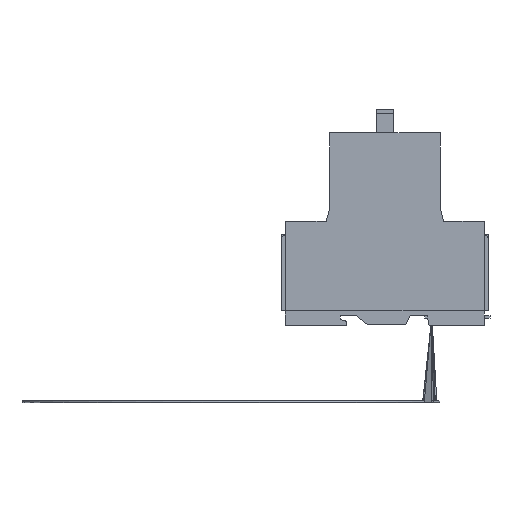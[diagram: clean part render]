
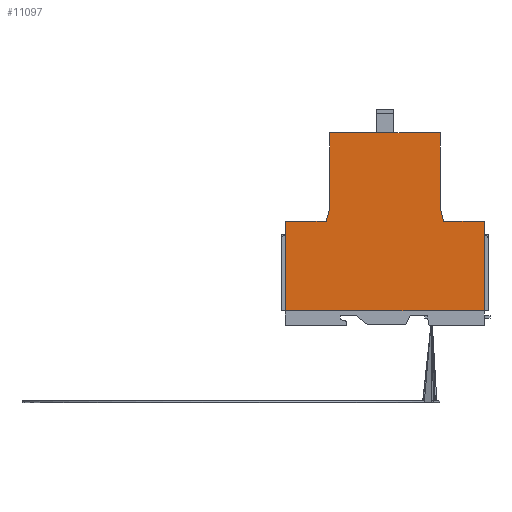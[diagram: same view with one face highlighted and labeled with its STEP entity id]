
A CAD part, left-side view. The second image highlights one B-rep face of the part: STEP entity #11097.
In plain terms, the highlighted planar face has unit normal (-1, 0, 0).
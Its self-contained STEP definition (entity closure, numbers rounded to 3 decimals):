
#2243 = CARTESIAN_POINT ( 'NONE',  ( 0., 23.625, -18. ) ) ;
#2453 = CARTESIAN_POINT ( 'NONE',  ( 0., 22.25, 17.5 ) ) ;
#2693 = DIRECTION ( 'NONE',  ( 0., 0., 1. ) ) ;
#2755 = VECTOR ( 'NONE', #2693, 1000. ) ;
#2847 = CARTESIAN_POINT ( 'NONE',  ( 0., 22.25, -12.75 ) ) ;
#2848 = LINE ( 'NONE', #2847, #2755 ) ;
#2896 = CARTESIAN_POINT ( 'NONE',  ( 0., 22.25, -12.75 ) ) ;
#2954 = DIRECTION ( 'NONE',  ( 0., 0., -1. ) ) ;
#2955 = VECTOR ( 'NONE', #2954, 1000. ) ;
#2956 = CARTESIAN_POINT ( 'NONE',  ( 0., -22.25, 17.5 ) ) ;
#2957 = LINE ( 'NONE', #2956, #2955 ) ;
#2958 = CARTESIAN_POINT ( 'NONE',  ( 0., -22.25, -12.75 ) ) ;
#3063 = CARTESIAN_POINT ( 'NONE',  ( 0., -23.625, -18. ) ) ;
#3064 = DIRECTION ( 'NONE',  ( 0., -0.253, -0.967 ) ) ;
#3065 = VECTOR ( 'NONE', #3064, 1000. ) ;
#3066 = CARTESIAN_POINT ( 'NONE',  ( 0., -22.25, -12.75 ) ) ;
#3067 = LINE ( 'NONE', #3066, #3065 ) ;
#3091 = CARTESIAN_POINT ( 'NONE',  ( 0., -22.25, 17.5 ) ) ;
#3107 = DIRECTION ( 'NONE',  ( 0., -1., 0. ) ) ;
#3108 = VECTOR ( 'NONE', #3107, 1000. ) ;
#3109 = CARTESIAN_POINT ( 'NONE',  ( 0., -22.25, 17.5 ) ) ;
#3110 = LINE ( 'NONE', #3109, #3108 ) ;
#3188 = CARTESIAN_POINT ( 'NONE',  ( 0., -40., -18. ) ) ;
#3189 = LINE ( 'NONE', #3188, #3237 ) ;
#3196 = CARTESIAN_POINT ( 'NONE',  ( 0., -40., -54. ) ) ;
#3236 = DIRECTION ( 'NONE',  ( 0., 0., -1. ) ) ;
#3237 = VECTOR ( 'NONE', #3236, 1000. ) ;
#3290 = CARTESIAN_POINT ( 'NONE',  ( 0., -40., -18. ) ) ;
#3291 = DIRECTION ( 'NONE',  ( 0., -1., 0. ) ) ;
#3292 = VECTOR ( 'NONE', #3291, 1000. ) ;
#3293 = CARTESIAN_POINT ( 'NONE',  ( 0., -23.625, -18. ) ) ;
#3294 = LINE ( 'NONE', #3293, #3292 ) ;
#3454 = CARTESIAN_POINT ( 'NONE',  ( 0., 40., -54. ) ) ;
#3498 = DIRECTION ( 'NONE',  ( 0., 1., 0. ) ) ;
#3499 = VECTOR ( 'NONE', #3498, 1000. ) ;
#3500 = CARTESIAN_POINT ( 'NONE',  ( 0., -40., -54. ) ) ;
#3501 = LINE ( 'NONE', #3500, #3499 ) ;
#3522 = DIRECTION ( 'NONE',  ( 0., 0., 1. ) ) ;
#3523 = VECTOR ( 'NONE', #3522, 1000. ) ;
#3524 = CARTESIAN_POINT ( 'NONE',  ( 0., 40., -18. ) ) ;
#3525 = LINE ( 'NONE', #3524, #3523 ) ;
#3605 = CARTESIAN_POINT ( 'NONE',  ( 0., 40., -18. ) ) ;
#3707 = DIRECTION ( 'NONE',  ( 0., -1., 0. ) ) ;
#3708 = VECTOR ( 'NONE', #3707, 1000. ) ;
#3709 = CARTESIAN_POINT ( 'NONE',  ( 0., 40., -18. ) ) ;
#3710 = LINE ( 'NONE', #3709, #3708 ) ;
#7377 = FACE_OUTER_BOUND ( 'NONE', #11098, .T. ) ;
#7384 = CARTESIAN_POINT ( 'NONE',  ( 0., 22.25, 17.5 ) ) ;
#7385 = AXIS2_PLACEMENT_3D ( 'NONE', #7384, #7446, #7445 ) ;
#7406 = DIRECTION ( 'NONE',  ( 0., -0.253, 0.967 ) ) ;
#7407 = VECTOR ( 'NONE', #7406, 1000. ) ;
#7423 = CARTESIAN_POINT ( 'NONE',  ( 0., 22.25, -12.75 ) ) ;
#7424 = LINE ( 'NONE', #7423, #7407 ) ;
#7445 = DIRECTION ( 'NONE',  ( 0., 0., 1. ) ) ;
#7446 = DIRECTION ( 'NONE',  ( -1., 0., 0. ) ) ;
#7447 = PLANE ( 'NONE',  #7385 ) ;
#10533 = VERTEX_POINT ( 'NONE', #2243 ) ;
#10600 = VERTEX_POINT ( 'NONE', #3091 ) ;
#10605 = EDGE_CURVE ( 'NONE', #10606, #10600, #3110, .T. ) ;
#10606 = VERTEX_POINT ( 'NONE', #2453 ) ;
#10740 = EDGE_CURVE ( 'NONE', #10741, #10606, #2848, .T. ) ;
#10741 = VERTEX_POINT ( 'NONE', #2896 ) ;
#10755 = EDGE_CURVE ( 'NONE', #10600, #10756, #2957, .T. ) ;
#10756 = VERTEX_POINT ( 'NONE', #2958 ) ;
#10812 = EDGE_CURVE ( 'NONE', #10756, #10813, #3067, .T. ) ;
#10813 = VERTEX_POINT ( 'NONE', #3063 ) ;
#10861 = VERTEX_POINT ( 'NONE', #3196 ) ;
#10869 = EDGE_CURVE ( 'NONE', #10874, #10861, #3189, .T. ) ;
#10873 = EDGE_CURVE ( 'NONE', #10813, #10874, #3294, .T. ) ;
#10874 = VERTEX_POINT ( 'NONE', #3290 ) ;
#10936 = VERTEX_POINT ( 'NONE', #3454 ) ;
#10985 = EDGE_CURVE ( 'NONE', #10861, #10936, #3501, .T. ) ;
#10992 = EDGE_CURVE ( 'NONE', #10936, #11039, #3525, .T. ) ;
#11039 = VERTEX_POINT ( 'NONE', #3605 ) ;
#11076 = EDGE_CURVE ( 'NONE', #11039, #10533, #3710, .T. ) ;
#11080 = ORIENTED_EDGE ( 'NONE', *, *, #11105, .F. ) ;
#11081 = ORIENTED_EDGE ( 'NONE', *, *, #11076, .F. ) ;
#11089 = ORIENTED_EDGE ( 'NONE', *, *, #10992, .F. ) ;
#11090 = ORIENTED_EDGE ( 'NONE', *, *, #10985, .F. ) ;
#11091 = ORIENTED_EDGE ( 'NONE', *, *, #10869, .F. ) ;
#11092 = ORIENTED_EDGE ( 'NONE', *, *, #10873, .F. ) ;
#11093 = ORIENTED_EDGE ( 'NONE', *, *, #10812, .F. ) ;
#11094 = ORIENTED_EDGE ( 'NONE', *, *, #10755, .F. ) ;
#11095 = ORIENTED_EDGE ( 'NONE', *, *, #10605, .F. ) ;
#11097 = ADVANCED_FACE ( 'NONE', ( #7377 ), #7447, .T. ) ;
#11098 = EDGE_LOOP ( 'NONE', ( #11101, #11080, #11081, #11089, #11090, #11091, #11092, #11093, #11094, #11095 ) ) ;
#11101 = ORIENTED_EDGE ( 'NONE', *, *, #10740, .F. ) ;
#11105 = EDGE_CURVE ( 'NONE', #10533, #10741, #7424, .T. ) ;
